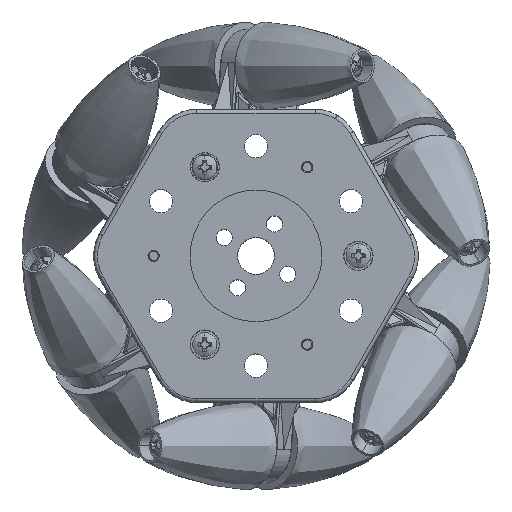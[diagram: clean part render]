
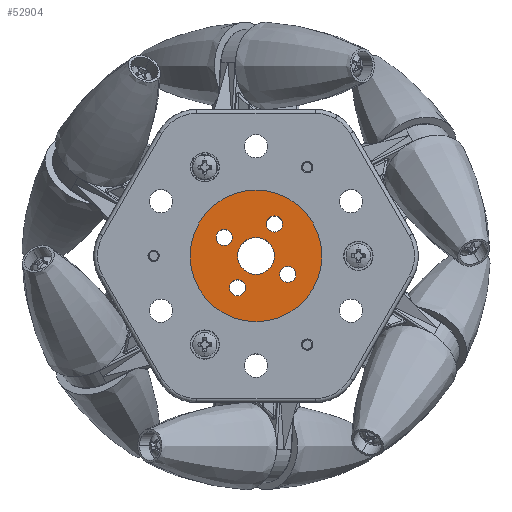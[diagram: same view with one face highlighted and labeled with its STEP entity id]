
A CAD part, top view. The second image highlights one B-rep face of the part: STEP entity #52904.
In plain terms, the highlighted planar face has unit normal (0, 0, 1).
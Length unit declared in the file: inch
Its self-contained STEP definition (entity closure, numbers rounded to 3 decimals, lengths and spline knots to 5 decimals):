
#180 = AXIS2_PLACEMENT_3D ( 'NONE', #2230, #2345, #2371 ) ;
#224 = AXIS2_PLACEMENT_3D ( 'NONE', #7245, #7268, #7604 ) ;
#311 = AXIS2_PLACEMENT_3D ( 'NONE', #4047, #4040, #4039 ) ;
#428 = AXIS2_PLACEMENT_3D ( 'NONE', #3202, #3193, #3192 ) ;
#433 = AXIS2_PLACEMENT_3D ( 'NONE', #3179, #3165, #3164 ) ;
#697 = AXIS2_PLACEMENT_3D ( 'NONE', #27524, #27542, #27544 ) ;
#698 = AXIS2_PLACEMENT_3D ( 'NONE', #27432, #27453, #27456 ) ;
#705 = AXIS2_PLACEMENT_3D ( 'NONE', #27653, #27676, #27679 ) ;
#708 = AXIS2_PLACEMENT_3D ( 'NONE', #27628, #27648, #27651 ) ;
#713 = AXIS2_PLACEMENT_3D ( 'NONE', #27673, #27696, #27699 ) ;
#716 = AXIS2_PLACEMENT_3D ( 'NONE', #27713, #27766, #27768 ) ;
#2230 = CARTESIAN_POINT ( 'NONE',  ( 0.84141, 0.97724, 1.09 ) ) ;
#2345 = DIRECTION ( 'NONE',  ( 0., 0., -1. ) ) ;
#2371 = DIRECTION ( 'NONE',  ( 0.5, 0.866, 0. ) ) ;
#3164 = DIRECTION ( 'NONE',  ( 0.5, 0.866, 0. ) ) ;
#3165 = DIRECTION ( 'NONE',  ( 0., 0., -1. ) ) ;
#3179 = CARTESIAN_POINT ( 'NONE',  ( 1.27166, 1.09252, 1.09 ) ) ;
#3192 = DIRECTION ( 'NONE',  ( 0.5, 0.866, 0. ) ) ;
#3193 = DIRECTION ( 'NONE',  ( 0., 0., -1. ) ) ;
#3202 = CARTESIAN_POINT ( 'NONE',  ( 0.99889, 1.25, 1.09 ) ) ;
#4039 = DIRECTION ( 'NONE',  ( 0.5, 0.866, 0. ) ) ;
#4040 = DIRECTION ( 'NONE',  ( 0., 0., -1. ) ) ;
#4047 = CARTESIAN_POINT ( 'NONE',  ( 1.15637, 1.52276, 1.09 ) ) ;
#5770 = CARTESIAN_POINT ( 'NONE',  ( 0.99889, 1.25, 1.09 ) ) ;
#5771 = PLANE ( 'NONE',  #62742 ) ;
#5782 = DIRECTION ( 'NONE',  ( 0., 0., 1. ) ) ;
#5783 = DIRECTION ( 'NONE',  ( 0.5, 0.866, 0. ) ) ;
#7245 = CARTESIAN_POINT ( 'NONE',  ( 0.99889, 1.25, 1.09 ) ) ;
#7268 = DIRECTION ( 'NONE',  ( 0., 0., 1. ) ) ;
#7604 = DIRECTION ( 'NONE',  ( 0.5, 0.866, 0. ) ) ;
#10663 = EDGE_CURVE ( 'NONE', #66890, #67032, #35560, .T. ) ;
#11365 = EDGE_CURVE ( 'NONE', #67004, #66974, #45452, .T. ) ;
#11464 = EDGE_CURVE ( 'NONE', #67020, #66921, #45558, .T. ) ;
#11529 = EDGE_CURVE ( 'NONE', #66932, #66852, #45617, .T. ) ;
#11706 = EDGE_CURVE ( 'NONE', #66993, #66849, #45826, .T. ) ;
#11712 = EDGE_CURVE ( 'NONE', #66924, #66866, #45839, .T. ) ;
#20795 = CARTESIAN_POINT ( 'NONE',  ( 0.72613, 1.40748, 1.09 ) ) ;
#27432 = CARTESIAN_POINT ( 'NONE',  ( 0.99889, 1.25, 1.09 ) ) ;
#27453 = DIRECTION ( 'NONE',  ( 0., 0., -1. ) ) ;
#27456 = DIRECTION ( 'NONE',  ( 0.5, 0.866, 0. ) ) ;
#27524 = CARTESIAN_POINT ( 'NONE',  ( 1.15637, 1.52276, 1.09 ) ) ;
#27542 = DIRECTION ( 'NONE',  ( 0., 0., -1. ) ) ;
#27544 = DIRECTION ( 'NONE',  ( 0.5, 0.866, 0. ) ) ;
#27628 = CARTESIAN_POINT ( 'NONE',  ( 0.84141, 0.97724, 1.09 ) ) ;
#27648 = DIRECTION ( 'NONE',  ( 0., 0., -1. ) ) ;
#27651 = DIRECTION ( 'NONE',  ( 0.5, 0.866, 0. ) ) ;
#27653 = CARTESIAN_POINT ( 'NONE',  ( 0.99889, 1.25, 1.09 ) ) ;
#27673 = CARTESIAN_POINT ( 'NONE',  ( 1.27166, 1.09252, 1.09 ) ) ;
#27676 = DIRECTION ( 'NONE',  ( 0., 0., 1. ) ) ;
#27679 = DIRECTION ( 'NONE',  ( 0.5, 0.866, 0. ) ) ;
#27696 = DIRECTION ( 'NONE',  ( 0., 0., -1. ) ) ;
#27699 = DIRECTION ( 'NONE',  ( 0.5, 0.866, 0. ) ) ;
#27713 = CARTESIAN_POINT ( 'NONE',  ( 0.72613, 1.40748, 1.09 ) ) ;
#27766 = DIRECTION ( 'NONE',  ( 0., 0., -1. ) ) ;
#27768 = DIRECTION ( 'NONE',  ( 0.5, 0.866, 0. ) ) ;
#28390 = DIRECTION ( 'NONE',  ( 0., 0., -1. ) ) ;
#28451 = DIRECTION ( 'NONE',  ( 0.5, 0.866, 0. ) ) ;
#29850 = CIRCLE ( 'NONE', #698, 0.15748 ) ;
#29853 = CIRCLE ( 'NONE', #697, 0.0689 ) ;
#29859 = CIRCLE ( 'NONE', #708, 0.0689 ) ;
#29863 = CIRCLE ( 'NONE', #705, 0.5625 ) ;
#29866 = CIRCLE ( 'NONE', #713, 0.0689 ) ;
#29874 = CIRCLE ( 'NONE', #716, 0.0689 ) ;
#35560 = CIRCLE ( 'NONE', #70142, 0.0689 ) ;
#36743 = EDGE_CURVE ( 'NONE', #66849, #66993, #29850, .T. ) ;
#36757 = EDGE_CURVE ( 'NONE', #66852, #66932, #29853, .T. ) ;
#36776 = EDGE_CURVE ( 'NONE', #66921, #67020, #29859, .T. ) ;
#36782 = EDGE_CURVE ( 'NONE', #66974, #67004, #29863, .T. ) ;
#36784 = EDGE_CURVE ( 'NONE', #66866, #66924, #29866, .T. ) ;
#36798 = EDGE_CURVE ( 'NONE', #67032, #66890, #29874, .T. ) ;
#40821 = ORIENTED_EDGE ( 'NONE', *, *, #36757, .T. ) ;
#40822 = ORIENTED_EDGE ( 'NONE', *, *, #11365, .T. ) ;
#40835 = ORIENTED_EDGE ( 'NONE', *, *, #36743, .T. ) ;
#40845 = ORIENTED_EDGE ( 'NONE', *, *, #11529, .T. ) ;
#40849 = ORIENTED_EDGE ( 'NONE', *, *, #36776, .T. ) ;
#40868 = ORIENTED_EDGE ( 'NONE', *, *, #36782, .T. ) ;
#40919 = ORIENTED_EDGE ( 'NONE', *, *, #11706, .T. ) ;
#40946 = ORIENTED_EDGE ( 'NONE', *, *, #36784, .T. ) ;
#40961 = ORIENTED_EDGE ( 'NONE', *, *, #11464, .T. ) ;
#45452 = CIRCLE ( 'NONE', #224, 0.5625 ) ;
#45558 = CIRCLE ( 'NONE', #180, 0.0689 ) ;
#45617 = CIRCLE ( 'NONE', #311, 0.0689 ) ;
#45826 = CIRCLE ( 'NONE', #428, 0.15748 ) ;
#45839 = CIRCLE ( 'NONE', #433, 0.0689 ) ;
#49263 = FACE_BOUND ( 'NONE', #76703, .T. ) ;
#49269 = FACE_BOUND ( 'NONE', #76697, .T. ) ;
#52904 = ADVANCED_FACE ( 'NONE', ( #49269, #53638, #53640, #53642, #49263, #53637 ), #5771, .T. ) ;
#53637 = FACE_BOUND ( 'NONE', #76704, .T. ) ;
#53638 = FACE_BOUND ( 'NONE', #76700, .T. ) ;
#53640 = FACE_OUTER_BOUND ( 'NONE', #76701, .T. ) ;
#53642 = FACE_BOUND ( 'NONE', #76702, .T. ) ;
#56332 = CARTESIAN_POINT ( 'NONE',  ( 0.92015, 1.11362, 1.09 ) ) ;
#56333 = CARTESIAN_POINT ( 'NONE',  ( 1.12193, 1.4631, 1.09 ) ) ;
#56346 = CARTESIAN_POINT ( 'NONE',  ( 1.23721, 1.03285, 1.09 ) ) ;
#56365 = CARTESIAN_POINT ( 'NONE',  ( 0.76058, 1.46715, 1.09 ) ) ;
#56390 = CARTESIAN_POINT ( 'NONE',  ( 0.80696, 0.91757, 1.09 ) ) ;
#56393 = CARTESIAN_POINT ( 'NONE',  ( 1.30611, 1.15219, 1.09 ) ) ;
#56400 = CARTESIAN_POINT ( 'NONE',  ( 1.19082, 1.58243, 1.09 ) ) ;
#56444 = CARTESIAN_POINT ( 'NONE',  ( 1.28014, 1.73714, 1.09 ) ) ;
#56457 = CARTESIAN_POINT ( 'NONE',  ( 1.07763, 1.38638, 1.09 ) ) ;
#56471 = CARTESIAN_POINT ( 'NONE',  ( 0.71764, 0.76286, 1.09 ) ) ;
#56481 = CARTESIAN_POINT ( 'NONE',  ( 0.87586, 1.0369, 1.09 ) ) ;
#56496 = CARTESIAN_POINT ( 'NONE',  ( 0.69168, 1.34781, 1.09 ) ) ;
#62742 = AXIS2_PLACEMENT_3D ( 'NONE', #5770, #5782, #5783 ) ;
#66849 = VERTEX_POINT ( 'NONE', #56332 ) ;
#66852 = VERTEX_POINT ( 'NONE', #56333 ) ;
#66866 = VERTEX_POINT ( 'NONE', #56346 ) ;
#66890 = VERTEX_POINT ( 'NONE', #56365 ) ;
#66921 = VERTEX_POINT ( 'NONE', #56390 ) ;
#66924 = VERTEX_POINT ( 'NONE', #56393 ) ;
#66932 = VERTEX_POINT ( 'NONE', #56400 ) ;
#66974 = VERTEX_POINT ( 'NONE', #56444 ) ;
#66993 = VERTEX_POINT ( 'NONE', #56457 ) ;
#67004 = VERTEX_POINT ( 'NONE', #56471 ) ;
#67020 = VERTEX_POINT ( 'NONE', #56481 ) ;
#67032 = VERTEX_POINT ( 'NONE', #56496 ) ;
#68844 = ORIENTED_EDGE ( 'NONE', *, *, #10663, .T. ) ;
#68846 = ORIENTED_EDGE ( 'NONE', *, *, #36798, .T. ) ;
#68848 = ORIENTED_EDGE ( 'NONE', *, *, #11712, .T. ) ;
#70142 = AXIS2_PLACEMENT_3D ( 'NONE', #20795, #28390, #28451 ) ;
#76697 = EDGE_LOOP ( 'NONE', ( #68844, #68846 ) ) ;
#76700 = EDGE_LOOP ( 'NONE', ( #68848, #40946 ) ) ;
#76701 = EDGE_LOOP ( 'NONE', ( #40868, #40822 ) ) ;
#76702 = EDGE_LOOP ( 'NONE', ( #40961, #40849 ) ) ;
#76703 = EDGE_LOOP ( 'NONE', ( #40845, #40821 ) ) ;
#76704 = EDGE_LOOP ( 'NONE', ( #40919, #40835 ) ) ;
